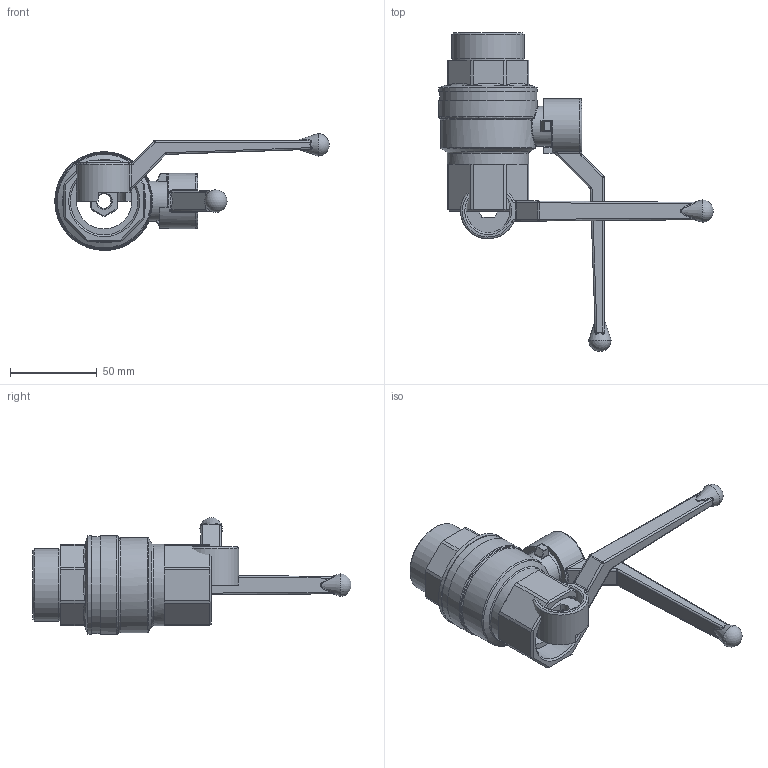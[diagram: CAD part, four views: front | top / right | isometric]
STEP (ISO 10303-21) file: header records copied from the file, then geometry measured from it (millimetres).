
FILE_DESCRIPTION( ( 'Unknown' ), '1' );
FILE_NAME( '2.281.032.stp', 'Unknown', ( 'Unknown' ), ( 'Unknown' ), 'PSStep 13.0', 'Unknown', ' ' );
FILE_SCHEMA( ( 'AUTOMOTIVE_DESIGN { 1 0 10303 214 1 1 1 1 }' ) );
Length unit declared in the file: millimetre
Products named in the file (4): Assem1; Alu-Hebel 1 1_4 - 1 1_2; Mutter_M10-flach par; 2.281.032
Bounding box: 158.45 x 183.95 x 67.5 mm (x, y, z)
Volume: 279494.1 mm3; surface area: 81905.9 mm2
Topology: 6 solids, 6 shells, 484 faces, 1192 edges, 706 vertices
Faces by surface type: plane 244, cylinder 108, bspline 66, torus 24, sphere 22, cone 20
Full cylindrical faces by diameter (mm): 8.376 x2, 20 x2, 23 x2, 25 x2, 26 x2, 32 x4, 38.952 x2, 41.91 x4, 47 x2, 55 x2, 56 x2, 57 x4
Entity records: 12577 total; most frequent: CARTESIAN_POINT 5357, ORIENTED_EDGE 1082, DIRECTION 1048, EDGE_CURVE 541, AXIS2_PLACEMENT_3D 378, VERTEX_POINT 337, LINE 292, VECTOR 292
